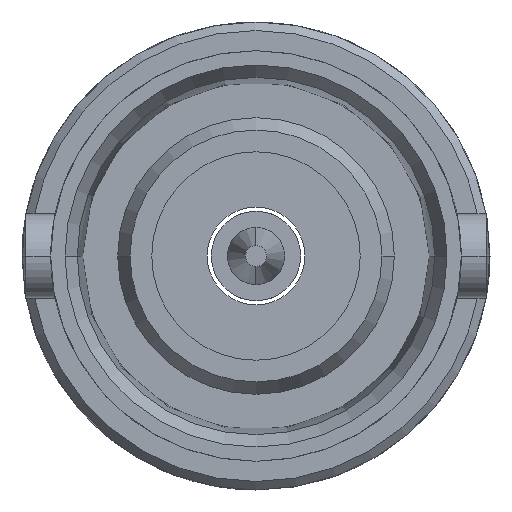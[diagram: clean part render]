
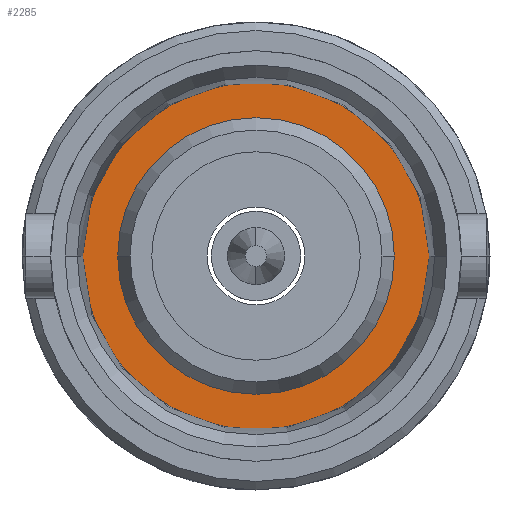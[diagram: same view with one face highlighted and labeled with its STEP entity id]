
A CAD part, left-side view. The second image highlights one B-rep face of the part: STEP entity #2285.
In plain terms, the highlighted planar face has unit normal (-1, 0, 0).
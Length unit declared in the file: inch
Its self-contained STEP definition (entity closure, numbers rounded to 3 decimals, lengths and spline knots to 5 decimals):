
#32 = EDGE_LOOP ( 'NONE', ( #2176, #963 ) ) ;
#149 = EDGE_CURVE ( 'NONE', #1028, #2250, #405, .T. ) ;
#179 = FACE_BOUND ( 'NONE', #638, .T. ) ;
#380 = AXIS2_PLACEMENT_3D ( 'NONE', #2893, #1820, #3187 ) ;
#405 = CIRCLE ( 'NONE', #2385, 0.16043 ) ;
#416 = CIRCLE ( 'NONE', #1331, 0.12795 ) ;
#441 = CARTESIAN_POINT ( 'NONE',  ( 0.62992, 0., 0. ) ) ;
#469 = CIRCLE ( 'NONE', #920, 0.12795 ) ;
#517 = DIRECTION ( 'NONE',  ( 0., 1., 0. ) ) ;
#638 = EDGE_LOOP ( 'NONE', ( #1394, #2492 ) ) ;
#850 = DIRECTION ( 'NONE',  ( -1., 0., 0. ) ) ;
#920 = AXIS2_PLACEMENT_3D ( 'NONE', #1653, #2740, #517 ) ;
#958 = DIRECTION ( 'NONE',  ( 0., 0., 1. ) ) ;
#963 = ORIENTED_EDGE ( 'NONE', *, *, #1215, .F. ) ;
#1028 = VERTEX_POINT ( 'NONE', #3258 ) ;
#1140 = VERTEX_POINT ( 'NONE', #2264 ) ;
#1215 = EDGE_CURVE ( 'NONE', #1028, #2250, #1300, .T. ) ;
#1300 = CIRCLE ( 'NONE', #380, 0.16043 ) ;
#1331 = AXIS2_PLACEMENT_3D ( 'NONE', #2760, #850, #2728 ) ;
#1394 = ORIENTED_EDGE ( 'NONE', *, *, #2541, .F. ) ;
#1620 = AXIS2_PLACEMENT_3D ( 'NONE', #2906, #2625, #958 ) ;
#1653 = CARTESIAN_POINT ( 'NONE',  ( 0.62992, 0., 0. ) ) ;
#1780 = CARTESIAN_POINT ( 'NONE',  ( 0.62992, -0.16043, 0. ) ) ;
#1815 = DIRECTION ( 'NONE',  ( 0., 1., 0. ) ) ;
#1820 = DIRECTION ( 'NONE',  ( 1., 0., 0. ) ) ;
#1943 = EDGE_CURVE ( 'NONE', #3388, #1140, #469, .T. ) ;
#2062 = PLANE ( 'NONE',  #1620 ) ;
#2176 = ORIENTED_EDGE ( 'NONE', *, *, #149, .T. ) ;
#2250 = VERTEX_POINT ( 'NONE', #1780 ) ;
#2264 = CARTESIAN_POINT ( 'NONE',  ( 0.62992, -0.12795, 0. ) ) ;
#2285 = ADVANCED_FACE ( 'NONE', ( #179, #2320 ), #2062, .T. ) ;
#2320 = FACE_OUTER_BOUND ( 'NONE', #32, .T. ) ;
#2385 = AXIS2_PLACEMENT_3D ( 'NONE', #441, #2917, #1815 ) ;
#2492 = ORIENTED_EDGE ( 'NONE', *, *, #1943, .F. ) ;
#2541 = EDGE_CURVE ( 'NONE', #1140, #3388, #416, .T. ) ;
#2625 = DIRECTION ( 'NONE',  ( -1., 0., 0. ) ) ;
#2728 = DIRECTION ( 'NONE',  ( 0., -1., 0. ) ) ;
#2738 = CARTESIAN_POINT ( 'NONE',  ( 0.62992, 0.12795, 0. ) ) ;
#2740 = DIRECTION ( 'NONE',  ( -1., 0., 0. ) ) ;
#2760 = CARTESIAN_POINT ( 'NONE',  ( 0.62992, 0., 0. ) ) ;
#2893 = CARTESIAN_POINT ( 'NONE',  ( 0.62992, 0., 0. ) ) ;
#2906 = CARTESIAN_POINT ( 'NONE',  ( 0.62992, 0., 0. ) ) ;
#2917 = DIRECTION ( 'NONE',  ( -1., 0., 0. ) ) ;
#3187 = DIRECTION ( 'NONE',  ( 0., 1., 0. ) ) ;
#3258 = CARTESIAN_POINT ( 'NONE',  ( 0.62992, 0.16043, 0. ) ) ;
#3388 = VERTEX_POINT ( 'NONE', #2738 ) ;
